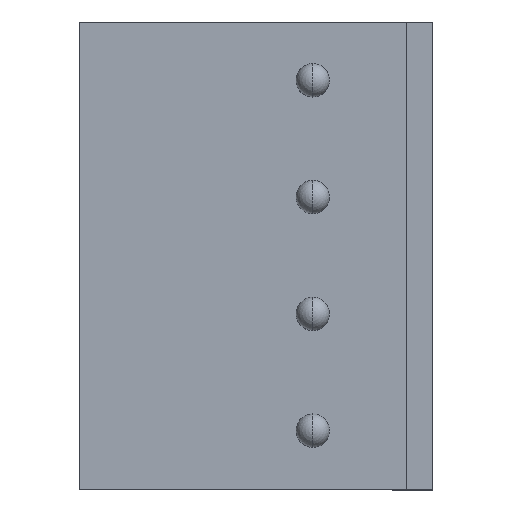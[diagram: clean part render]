
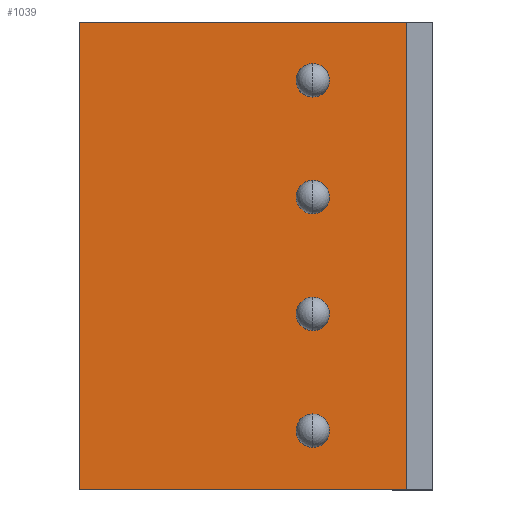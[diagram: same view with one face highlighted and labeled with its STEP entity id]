
A CAD part, top view. The second image highlights one B-rep face of the part: STEP entity #1039.
In plain terms, the highlighted planar face has unit normal (0, 0, 1).
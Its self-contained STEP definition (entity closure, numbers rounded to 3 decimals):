
#1=DIRECTION('',(1.,0.,0.));
#2=VECTOR('',#1,9.8);
#3=CARTESIAN_POINT('',(0.,0.,0.));
#4=LINE('',#3,#2);
#33=DIRECTION('',(0.,1.,0.));
#34=VECTOR('',#33,14.);
#35=CARTESIAN_POINT('',(0.,0.,0.));
#36=LINE('',#35,#34);
#37=CARTESIAN_POINT('',(7.,12.25,0.));
#38=DIRECTION('',(0.,0.,1.));
#39=DIRECTION('',(0.,-1.,0.));
#40=AXIS2_PLACEMENT_3D('',#37,#38,#39);
#42=CARTESIAN_POINT('',(7.,12.25,0.));
#43=DIRECTION('',(0.,0.,1.));
#44=DIRECTION('',(0.,1.,0.));
#45=AXIS2_PLACEMENT_3D('',#42,#43,#44);
#47=CARTESIAN_POINT('',(7.,8.75,0.));
#48=DIRECTION('',(0.,0.,1.));
#49=DIRECTION('',(0.,-1.,0.));
#50=AXIS2_PLACEMENT_3D('',#47,#48,#49);
#52=CARTESIAN_POINT('',(7.,8.75,0.));
#53=DIRECTION('',(0.,0.,1.));
#54=DIRECTION('',(0.,1.,0.));
#55=AXIS2_PLACEMENT_3D('',#52,#53,#54);
#57=CARTESIAN_POINT('',(7.,5.25,0.));
#58=DIRECTION('',(0.,0.,1.));
#59=DIRECTION('',(0.,-1.,0.));
#60=AXIS2_PLACEMENT_3D('',#57,#58,#59);
#62=CARTESIAN_POINT('',(7.,5.25,0.));
#63=DIRECTION('',(0.,0.,1.));
#64=DIRECTION('',(0.,1.,0.));
#65=AXIS2_PLACEMENT_3D('',#62,#63,#64);
#67=CARTESIAN_POINT('',(7.,1.75,0.));
#68=DIRECTION('',(0.,0.,1.));
#69=DIRECTION('',(0.,-1.,0.));
#70=AXIS2_PLACEMENT_3D('',#67,#68,#69);
#72=CARTESIAN_POINT('',(7.,1.75,0.));
#73=DIRECTION('',(0.,0.,1.));
#74=DIRECTION('',(0.,1.,0.));
#75=AXIS2_PLACEMENT_3D('',#72,#73,#74);
#669=DIRECTION('',(0.,1.,0.));
#670=VECTOR('',#669,14.);
#671=CARTESIAN_POINT('',(9.8,0.,0.));
#672=LINE('',#671,#670);
#673=DIRECTION('',(1.,0.,0.));
#674=VECTOR('',#673,9.8);
#675=CARTESIAN_POINT('',(0.,14.,0.));
#676=LINE('',#675,#674);
#753=CARTESIAN_POINT('',(0.,0.,0.));
#754=CARTESIAN_POINT('',(9.8,0.,0.));
#755=VERTEX_POINT('',#753);
#756=VERTEX_POINT('',#754);
#769=CARTESIAN_POINT('',(0.,14.,0.));
#770=CARTESIAN_POINT('',(9.8,14.,0.));
#771=VERTEX_POINT('',#769);
#772=VERTEX_POINT('',#770);
#785=CARTESIAN_POINT('',(7.,11.75,0.));
#786=CARTESIAN_POINT('',(7.,12.75,0.));
#787=VERTEX_POINT('',#785);
#788=VERTEX_POINT('',#786);
#805=CARTESIAN_POINT('',(7.,8.25,0.));
#806=CARTESIAN_POINT('',(7.,9.25,0.));
#807=VERTEX_POINT('',#805);
#808=VERTEX_POINT('',#806);
#825=CARTESIAN_POINT('',(7.,4.75,0.));
#826=CARTESIAN_POINT('',(7.,5.75,0.));
#827=VERTEX_POINT('',#825);
#828=VERTEX_POINT('',#826);
#845=CARTESIAN_POINT('',(7.,1.25,0.));
#846=CARTESIAN_POINT('',(7.,2.25,0.));
#847=VERTEX_POINT('',#845);
#848=VERTEX_POINT('',#846);
#1001=CARTESIAN_POINT('',(0.,0.,0.));
#1002=DIRECTION('',(0.,0.,1.));
#1003=DIRECTION('',(1.,0.,0.));
#1004=AXIS2_PLACEMENT_3D('',#1001,#1002,#1003);
#1005=PLANE('',#1004);
#1006=ORIENTED_EDGE('',*,*,#982,.F.);
#1008=ORIENTED_EDGE('',*,*,#1007,.T.);
#1010=ORIENTED_EDGE('',*,*,#1009,.T.);
#1012=ORIENTED_EDGE('',*,*,#1011,.F.);
#1013=EDGE_LOOP('',(#1006,#1008,#1010,#1012));
#1014=FACE_OUTER_BOUND('',#1013,.F.);
#1016=ORIENTED_EDGE('',*,*,#1015,.T.);
#1018=ORIENTED_EDGE('',*,*,#1017,.T.);
#1019=EDGE_LOOP('',(#1016,#1018));
#1020=FACE_BOUND('',#1019,.F.);
#1022=ORIENTED_EDGE('',*,*,#1021,.T.);
#1024=ORIENTED_EDGE('',*,*,#1023,.T.);
#1025=EDGE_LOOP('',(#1022,#1024));
#1026=FACE_BOUND('',#1025,.F.);
#1028=ORIENTED_EDGE('',*,*,#1027,.T.);
#1030=ORIENTED_EDGE('',*,*,#1029,.T.);
#1031=EDGE_LOOP('',(#1028,#1030));
#1032=FACE_BOUND('',#1031,.F.);
#1034=ORIENTED_EDGE('',*,*,#1033,.T.);
#1036=ORIENTED_EDGE('',*,*,#1035,.T.);
#1037=EDGE_LOOP('',(#1034,#1036));
#1038=FACE_BOUND('',#1037,.F.);
#1039=ADVANCED_FACE('',(#1014,#1020,#1026,#1032,#1038),#1005,.T.);
#41=CIRCLE('',#40,0.5);
#46=CIRCLE('',#45,0.5);
#51=CIRCLE('',#50,0.5);
#56=CIRCLE('',#55,0.5);
#61=CIRCLE('',#60,0.5);
#66=CIRCLE('',#65,0.5);
#71=CIRCLE('',#70,0.5);
#76=CIRCLE('',#75,0.5);
#982=EDGE_CURVE('',#755,#756,#4,.T.);
#1007=EDGE_CURVE('',#755,#771,#36,.T.);
#1009=EDGE_CURVE('',#771,#772,#676,.T.);
#1011=EDGE_CURVE('',#756,#772,#672,.T.);
#1015=EDGE_CURVE('',#787,#788,#41,.T.);
#1017=EDGE_CURVE('',#788,#787,#46,.T.);
#1021=EDGE_CURVE('',#807,#808,#51,.T.);
#1023=EDGE_CURVE('',#808,#807,#56,.T.);
#1027=EDGE_CURVE('',#827,#828,#61,.T.);
#1029=EDGE_CURVE('',#828,#827,#66,.T.);
#1033=EDGE_CURVE('',#847,#848,#71,.T.);
#1035=EDGE_CURVE('',#848,#847,#76,.T.);
